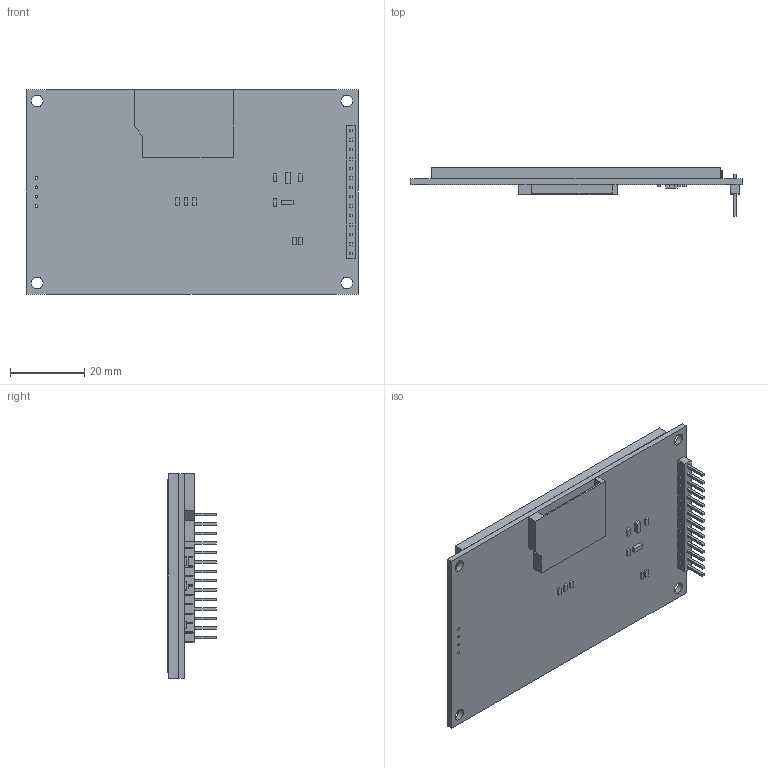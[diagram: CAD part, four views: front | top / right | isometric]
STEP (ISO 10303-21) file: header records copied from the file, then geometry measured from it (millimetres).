
FILE_DESCRIPTION (( 'STEP AP203' ), '1' );
FILE_NAME ('3_2SPI-TFT-Modul_ILI9341.STEP', '2022-01-24T06:39:57', ( '' ), ( '' ), 'SwSTEP 2.0', 'SolidWorks 2020', '' );
FILE_SCHEMA (( 'CONFIG_CONTROL_DESIGN' ));
Length unit declared in the file: millimetre
Products named in the file (1): 3_2SPI-TFT-Modul_ILI9341
Bounding box: 89.4 x 13.1 x 55.1 mm (x, y, z)
Volume: 20474 mm3; surface area: 28958.6 mm2
Topology: 30 solids, 30 shells, 301 faces, 720 edges, 480 vertices
Faces by surface type: plane 281, cylinder 20
Entity records: 8625 total; most frequent: CARTESIAN_POINT 1502, ORIENTED_EDGE 1440, DIRECTION 1364, EDGE_CURVE 720, VECTOR 680, LINE 680, VERTEX_POINT 480, AXIS2_PLACEMENT_3D 342
